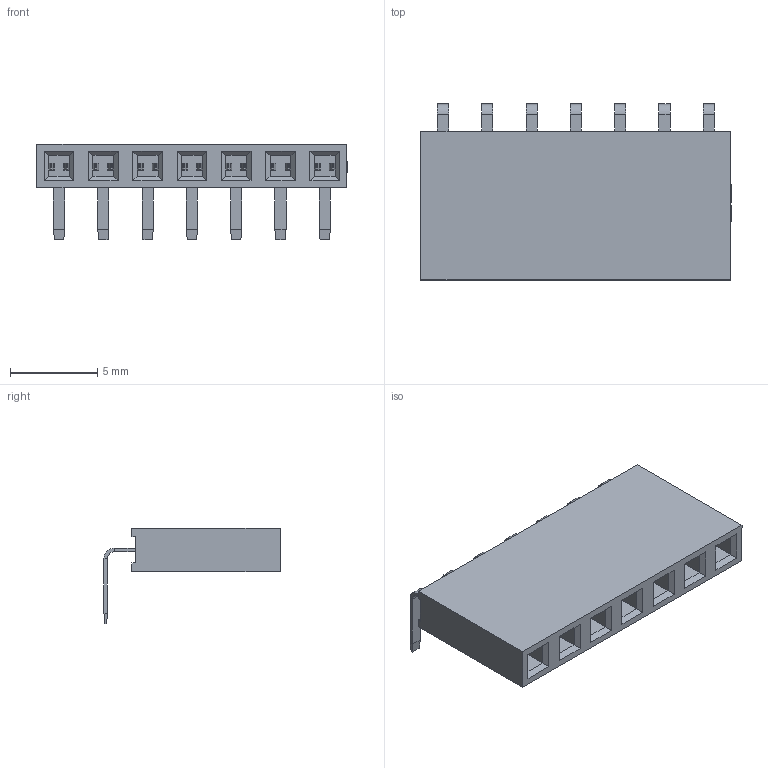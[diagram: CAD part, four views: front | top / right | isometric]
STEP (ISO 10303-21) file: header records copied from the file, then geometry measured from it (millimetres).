
FILE_DESCRIPTION (( 'STEP AP214' ), '1' );
FILE_NAME ('HDR-TH_7P-P2.54-H-F-W10.0-N.step', '2022-07-02T13:00:35', ( '' ), ( '' ), 'SwSTEP 2.0', 'SolidWorks 2020', '' );
FILE_SCHEMA (( 'AUTOMOTIVE_DESIGN' ));
Length unit declared in the file: millimetre
Products named in the file (1): HDR-TH_7P-P2.54-H-F-W10.0-N
Bounding box: 17.79 x 10.1 x 5.5 mm (x, y, z)
Volume: 348.4 mm3; surface area: 633.1 mm2
Topology: 1 solids, 1 shells, 587 faces, 1481 edges, 950 vertices
Faces by surface type: plane 419, bspline 112, cylinder 56
Entity records: 24994 total; most frequent: CARTESIAN_POINT 5123, ORIENTED_EDGE 2962, DIRECTION 2317, EDGE_CURVE 1481, VECTOR 1141, LINE 1141, VERTEX_POINT 950, EDGE_LOOP 641
